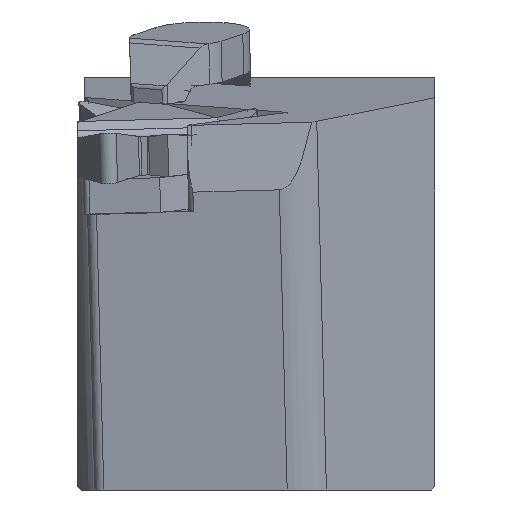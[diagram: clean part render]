
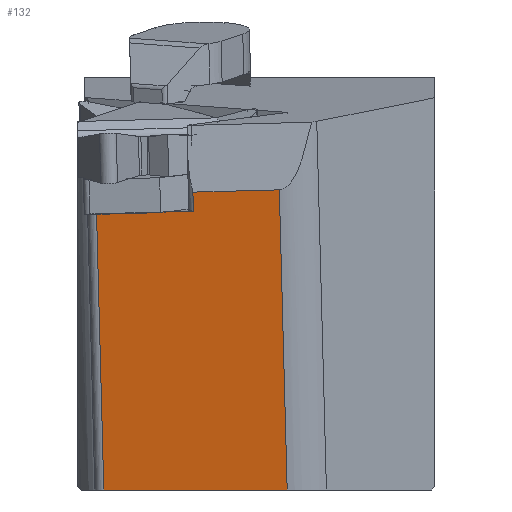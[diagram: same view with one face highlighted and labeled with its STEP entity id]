
A CAD part, left-side view. The second image highlights one B-rep face of the part: STEP entity #132.
In plain terms, the highlighted planar face has unit normal (-0.985, -0.004, -0.174).
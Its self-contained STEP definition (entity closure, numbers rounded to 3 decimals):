
#132=ADVANCED_FACE('',(#310),#236,.F.);
#236=PLANE('',#1989);
#310=FACE_OUTER_BOUND('',#416,.T.);
#416=EDGE_LOOP('',(#618,#619,#620,#621,#622,#623,#624));
#618=ORIENTED_EDGE('',*,*,#1336,.F.);
#619=ORIENTED_EDGE('',*,*,#1279,.T.);
#620=ORIENTED_EDGE('',*,*,#1337,.T.);
#621=ORIENTED_EDGE('',*,*,#1338,.F.);
#622=ORIENTED_EDGE('',*,*,#1339,.F.);
#623=ORIENTED_EDGE('',*,*,#1340,.T.);
#624=ORIENTED_EDGE('',*,*,#1341,.T.);
#1101=VERTEX_POINT('',#2694);
#1103=VERTEX_POINT('',#2697);
#1148=VERTEX_POINT('',#2828);
#1149=VERTEX_POINT('',#2830);
#1150=VERTEX_POINT('',#2832);
#1151=VERTEX_POINT('',#2834);
#1152=VERTEX_POINT('',#2836);
#1279=EDGE_CURVE('',#1103,#1101,#1556,.T.);
#1336=EDGE_CURVE('',#1103,#1148,#1597,.T.);
#1337=EDGE_CURVE('',#1101,#1149,#1598,.T.);
#1338=EDGE_CURVE('',#1150,#1149,#1599,.T.);
#1339=EDGE_CURVE('',#1151,#1150,#1600,.T.);
#1340=EDGE_CURVE('',#1151,#1152,#1601,.T.);
#1341=EDGE_CURVE('',#1152,#1148,#1602,.T.);
#1556=LINE('',#2696,#1760);
#1597=LINE('',#2827,#1801);
#1598=LINE('',#2829,#1802);
#1599=LINE('',#2831,#1803);
#1600=LINE('',#2833,#1804);
#1601=LINE('',#2835,#1805);
#1602=LINE('',#2837,#1806);
#1760=VECTOR('',#2141,1.);
#1801=VECTOR('',#2232,1.);
#1802=VECTOR('',#2233,1.);
#1803=VECTOR('',#2234,1.);
#1804=VECTOR('',#2235,1.);
#1805=VECTOR('',#2236,1.);
#1806=VECTOR('',#2237,1.);
#1989=AXIS2_PLACEMENT_3D('',#2838,#2238,#2239);
#2141=DIRECTION('',(0.,1.,-0.026));
#2232=DIRECTION('',(-0.174,0.026,0.984));
#2233=DIRECTION('',(0.,1.,-0.026));
#2234=DIRECTION('',(-0.174,0.026,0.984));
#2235=DIRECTION('',(-0.005,1.,0.));
#2236=DIRECTION('',(-0.174,0.026,0.984));
#2237=DIRECTION('',(0.,1.,-0.026));
#2238=DIRECTION('',(0.985,0.005,0.174));
#2239=DIRECTION('',(0.174,0.,-0.985));
#2694=CARTESIAN_POINT('',(4.009,24.058,-7.058));
#2696=CARTESIAN_POINT('',(4.009,30.321,-7.222));
#2697=CARTESIAN_POINT('',(4.009,21.634,-6.995));
#2827=CARTESIAN_POINT('',(-2.937,22.665,32.384));
#2828=CARTESIAN_POINT('',(3.706,21.679,-5.282));
#2829=CARTESIAN_POINT('',(4.009,30.321,-7.222));
#2830=CARTESIAN_POINT('',(4.009,30.321,-7.222));
#2831=CARTESIAN_POINT('',(9.576,29.494,-38.784));
#2832=CARTESIAN_POINT('',(8.379,29.672,-32.));
#2833=CARTESIAN_POINT('',(8.38,29.489,-32.));
#2834=CARTESIAN_POINT('',(8.455,13.224,-32.));
#2835=CARTESIAN_POINT('',(9.576,13.058,-38.354));
#2836=CARTESIAN_POINT('',(3.706,13.929,-5.079));
#2837=CARTESIAN_POINT('',(3.706,13.929,-5.079));
#2838=CARTESIAN_POINT('',(9.576,29.494,-38.784));
